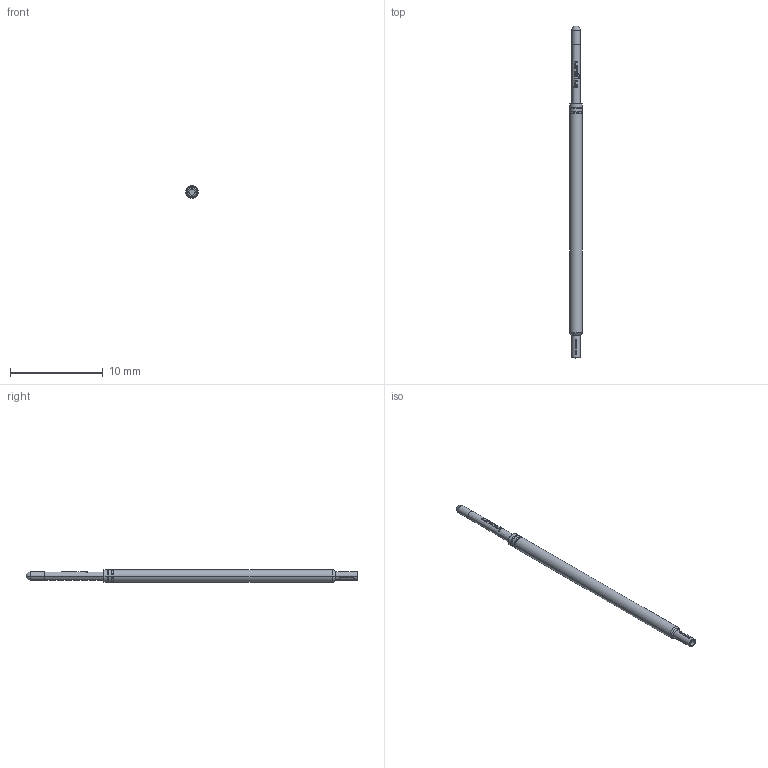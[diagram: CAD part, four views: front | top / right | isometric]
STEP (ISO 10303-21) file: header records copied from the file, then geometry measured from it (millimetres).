
FILE_DESCRIPTION (( 'STEP AP203' ), '1' );
FILE_NAME ('INGUN_S-075_305_090_A_xx00_S.STEP', '2022-01-27T14:38:09', ( 'ochi' ), ( '' ), 'SwSTEP 2.0', 'SolidWorks 2018', '' );
FILE_SCHEMA (( 'CONFIG_CONTROL_DESIGN' ));
Length unit declared in the file: millimetre
Products named in the file (1): INGUN_S-075_305_090_A_xx00_S
Bounding box: 1.37 x 35.81 x 1.37 mm (x, y, z)
Volume: 42.6 mm3; surface area: 146.9 mm2
Topology: 1 solids, 1 shells, 132 faces, 329 edges, 211 vertices
Faces by surface type: bspline 74, cylinder 25, torus 14, plane 9, cone 8, sphere 2
Entity records: 6098 total; most frequent: CARTESIAN_POINT 3481, ORIENTED_EDGE 650, EDGE_CURVE 325, DIRECTION 305, B_SPLINE_CURVE_WITH_KNOTS 212, VERTEX_POINT 209, EDGE_LOOP 146, AXIS2_PLACEMENT_3D 133
